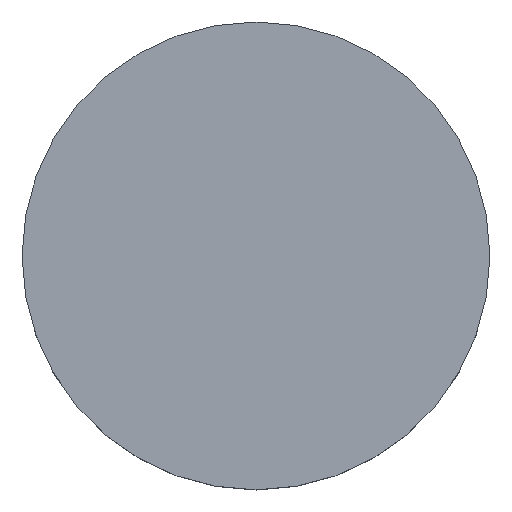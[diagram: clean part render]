
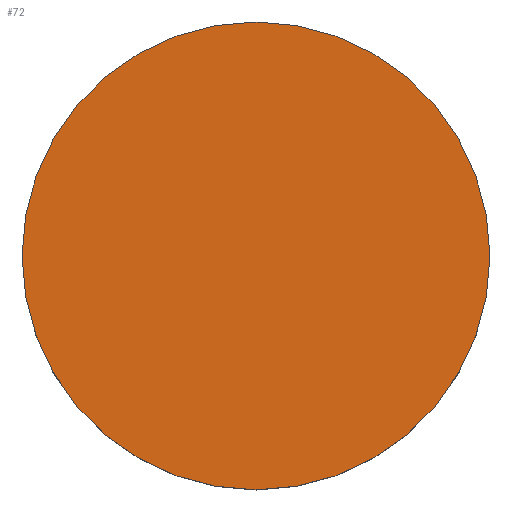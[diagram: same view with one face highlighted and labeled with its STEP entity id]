
A CAD part, top view. The second image highlights one B-rep face of the part: STEP entity #72.
In plain terms, the highlighted planar face has unit normal (0, 0, 1).
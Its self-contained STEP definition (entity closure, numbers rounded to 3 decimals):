
#57=CIRCLE('',#329,12.5);
#72=ADVANCED_FACE('',(#96),#85,.T.);
#85=PLANE('',#344);
#96=FACE_OUTER_BOUND('',#115,.T.);
#115=EDGE_LOOP('',(#170));
#170=ORIENTED_EDGE('',*,*,#225,.F.);
#200=VERTEX_POINT('',#455);
#225=EDGE_CURVE('',#200,#200,#57,.T.);
#329=AXIS2_PLACEMENT_3D('',#454,#370,#371);
#344=AXIS2_PLACEMENT_3D('',#530,#414,#415);
#370=DIRECTION('',(0.,0.,-1.));
#371=DIRECTION('',(1.,0.,0.));
#414=DIRECTION('',(0.,0.,1.));
#415=DIRECTION('',(-1.,0.,0.));
#454=CARTESIAN_POINT('',(0.,0.,1.4));
#455=CARTESIAN_POINT('',(12.5,0.,1.4));
#530=CARTESIAN_POINT('',(-2.5,-5.,1.4));
